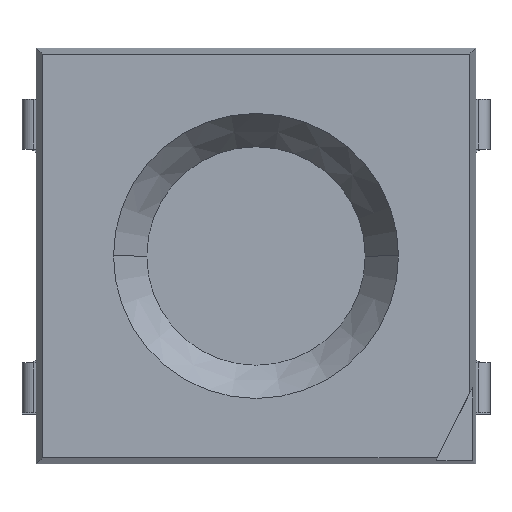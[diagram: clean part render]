
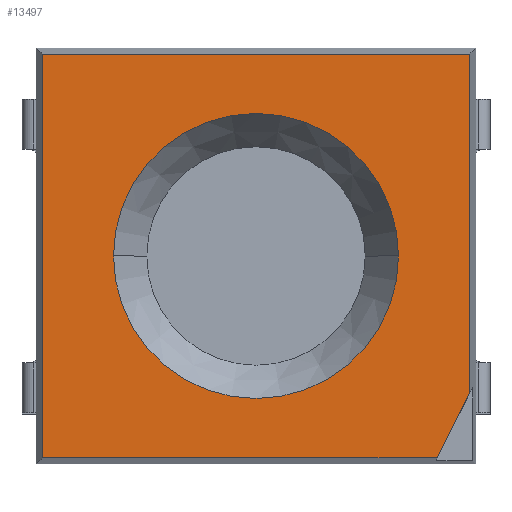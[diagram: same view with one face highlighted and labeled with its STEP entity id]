
A CAD part, top view. The second image highlights one B-rep face of the part: STEP entity #13497.
In plain terms, the highlighted planar face has unit normal (0, 0, 1).
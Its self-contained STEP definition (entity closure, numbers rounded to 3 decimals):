
#366 = DIRECTION ( 'NONE',  ( 1., 0., 0. ) ) ;
#780 = VERTEX_POINT ( 'NONE', #10946 ) ;
#784 = CARTESIAN_POINT ( 'NONE',  ( -1.8, -1.7, 0.95 ) ) ;
#931 = CARTESIAN_POINT ( 'NONE',  ( -1.8, 1.7, 0.95 ) ) ;
#1529 = ORIENTED_EDGE ( 'NONE', *, *, #14635, .T. ) ;
#1589 = DIRECTION ( 'NONE',  ( 0., 0., 1. ) ) ;
#1822 = CARTESIAN_POINT ( 'NONE',  ( -1.8, -1.7, 0.95 ) ) ;
#2053 = PLANE ( 'NONE',  #7746 ) ;
#2095 = EDGE_CURVE ( 'NONE', #12675, #11527, #7248, .T. ) ;
#2114 = VERTEX_POINT ( 'NONE', #14991 ) ;
#2484 = ORIENTED_EDGE ( 'NONE', *, *, #14320, .T. ) ;
#2628 = LINE ( 'NONE', #13088, #11060 ) ;
#2711 = ORIENTED_EDGE ( 'NONE', *, *, #9872, .T. ) ;
#3045 = EDGE_CURVE ( 'NONE', #2114, #14052, #15595, .T. ) ;
#3110 = EDGE_CURVE ( 'NONE', #780, #14817, #7272, .T. ) ;
#3332 = DIRECTION ( 'NONE',  ( 1., 0., 0. ) ) ;
#3858 = DIRECTION ( 'NONE',  ( 1., 0., 0. ) ) ;
#3950 = EDGE_LOOP ( 'NONE', ( #12634, #9778 ) ) ;
#4035 = AXIS2_PLACEMENT_3D ( 'NONE', #10136, #8981, #3858 ) ;
#4658 = DIRECTION ( 'NONE',  ( 0., 0., 1. ) ) ;
#5783 = VECTOR ( 'NONE', #13661, 1000. ) ;
#6016 = DIRECTION ( 'NONE',  ( 0., -1., 0. ) ) ;
#6881 = VERTEX_POINT ( 'NONE', #12624 ) ;
#7248 = LINE ( 'NONE', #7325, #5783 ) ;
#7272 = LINE ( 'NONE', #931, #13471 ) ;
#7325 = CARTESIAN_POINT ( 'NONE',  ( 1.45, -1.85, 0.95 ) ) ;
#7373 = ORIENTED_EDGE ( 'NONE', *, *, #2095, .F. ) ;
#7561 = DIRECTION ( 'NONE',  ( -1., 0., 0. ) ) ;
#7746 = AXIS2_PLACEMENT_3D ( 'NONE', #16072, #4658, #14836 ) ;
#8775 = FACE_OUTER_BOUND ( 'NONE', #13973, .T. ) ;
#8981 = DIRECTION ( 'NONE',  ( 0., 0., 1. ) ) ;
#9072 = LINE ( 'NONE', #15240, #12038 ) ;
#9623 = LINE ( 'NONE', #1822, #13074 ) ;
#9745 = AXIS2_PLACEMENT_3D ( 'NONE', #13021, #1589, #366 ) ;
#9778 = ORIENTED_EDGE ( 'NONE', *, *, #15025, .F. ) ;
#9872 = EDGE_CURVE ( 'NONE', #12675, #6881, #2628, .T. ) ;
#10136 = CARTESIAN_POINT ( 'NONE',  ( 0., 0., 0.95 ) ) ;
#10522 = CARTESIAN_POINT ( 'NONE',  ( 1.8, -1.15, 0.95 ) ) ;
#10946 = CARTESIAN_POINT ( 'NONE',  ( -1.8, 1.7, 0.95 ) ) ;
#11060 = VECTOR ( 'NONE', #11419, 1000. ) ;
#11230 = CIRCLE ( 'NONE', #4035, 1.2 ) ;
#11419 = DIRECTION ( 'NONE',  ( 0., 1., 0. ) ) ;
#11527 = VERTEX_POINT ( 'NONE', #11930 ) ;
#11529 = CARTESIAN_POINT ( 'NONE',  ( -1.2, 0., 0.95 ) ) ;
#11930 = CARTESIAN_POINT ( 'NONE',  ( 1.525, -1.7, 0.95 ) ) ;
#12038 = VECTOR ( 'NONE', #7561, 1000. ) ;
#12624 = CARTESIAN_POINT ( 'NONE',  ( 1.8, 1.7, 0.95 ) ) ;
#12634 = ORIENTED_EDGE ( 'NONE', *, *, #3045, .F. ) ;
#12675 = VERTEX_POINT ( 'NONE', #10522 ) ;
#13021 = CARTESIAN_POINT ( 'NONE',  ( 0., 0., 0.95 ) ) ;
#13074 = VECTOR ( 'NONE', #3332, 1000. ) ;
#13088 = CARTESIAN_POINT ( 'NONE',  ( 1.8, -1.7, 0.95 ) ) ;
#13471 = VECTOR ( 'NONE', #6016, 1000. ) ;
#13497 = ADVANCED_FACE ( 'NONE', ( #8775, #16393 ), #2053, .T. ) ;
#13661 = DIRECTION ( 'NONE',  ( -0.447, -0.894, 0. ) ) ;
#13973 = EDGE_LOOP ( 'NONE', ( #7373, #2711, #1529, #16105, #2484 ) ) ;
#14052 = VERTEX_POINT ( 'NONE', #11529 ) ;
#14320 = EDGE_CURVE ( 'NONE', #14817, #11527, #9623, .T. ) ;
#14635 = EDGE_CURVE ( 'NONE', #6881, #780, #9072, .T. ) ;
#14817 = VERTEX_POINT ( 'NONE', #784 ) ;
#14836 = DIRECTION ( 'NONE',  ( 1., 0., 0. ) ) ;
#14991 = CARTESIAN_POINT ( 'NONE',  ( 1.2, 0., 0.95 ) ) ;
#15025 = EDGE_CURVE ( 'NONE', #14052, #2114, #11230, .T. ) ;
#15240 = CARTESIAN_POINT ( 'NONE',  ( 1.8, 1.7, 0.95 ) ) ;
#15595 = CIRCLE ( 'NONE', #9745, 1.2 ) ;
#16072 = CARTESIAN_POINT ( 'NONE',  ( 0., 0., 0.95 ) ) ;
#16105 = ORIENTED_EDGE ( 'NONE', *, *, #3110, .T. ) ;
#16393 = FACE_BOUND ( 'NONE', #3950, .T. ) ;
